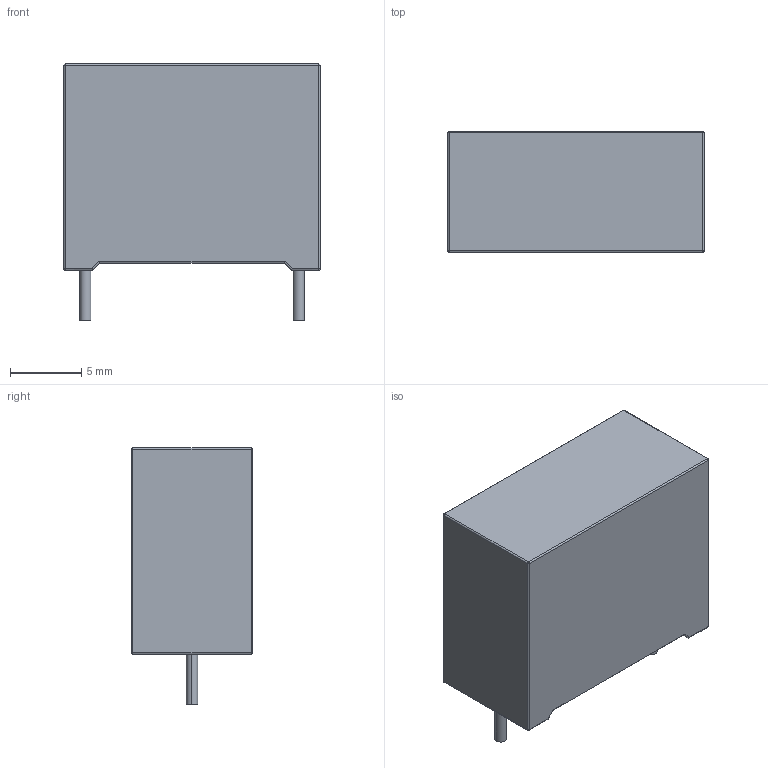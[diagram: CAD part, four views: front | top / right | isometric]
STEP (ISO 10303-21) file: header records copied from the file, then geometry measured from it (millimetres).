
FILE_DESCRIPTION(('FreeCAD Model'),'2;1');
FILE_NAME('Open CASCADE Shape Model','2026-01-15T01:26:13',('Author'),( ''),'Open CASCADE STEP processor 7.7','FreeCAD','Unknown');
FILE_SCHEMA(('AUTOMOTIVE_DESIGN { 1 0 10303 214 1 1 1 1 }'));
Length unit declared in the file: millimetre
Products named in the file (1): Shell
Bounding box: 18 x 8.5 x 18 mm (x, y, z)
Surface area: 1101.8 mm2 (no closed solid volume)
Topology: 0 solids, 1 shells, 58 faces, 130 edges, 68 vertices
Faces by surface type: cylinder 28, plane 22, sphere 8
Entity records: 1563 total; most frequent: CARTESIAN_POINT 285, DIRECTION 260, ORIENTED_EDGE 244, EDGE_CURVE 122, AXIS2_PLACEMENT_3D 91, LINE 78, VECTOR 78, VERTEX_POINT 68
